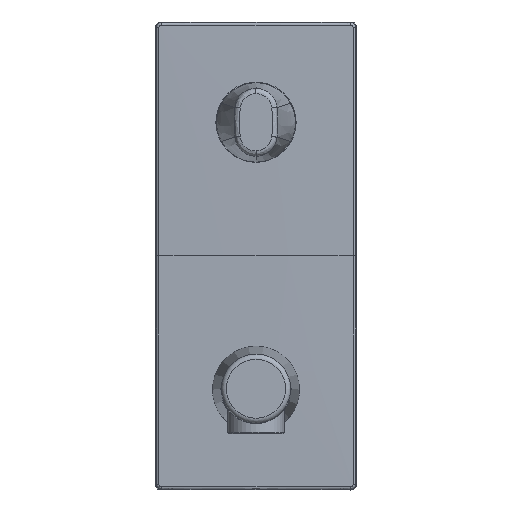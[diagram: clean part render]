
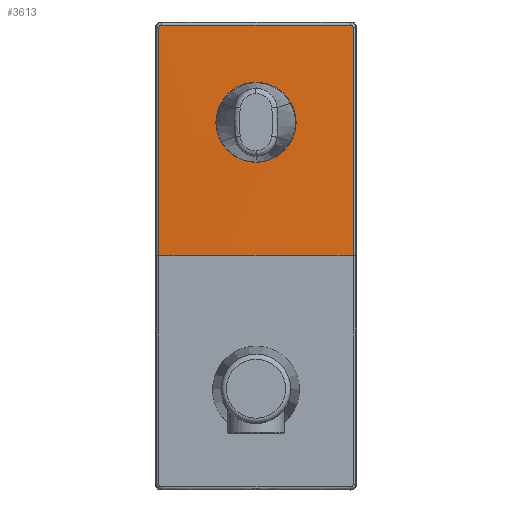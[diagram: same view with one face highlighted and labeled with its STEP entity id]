
A CAD part, top view. The second image highlights one B-rep face of the part: STEP entity #3613.
In plain terms, the highlighted free-form (B-spline) face has degree [2, 5] with [3, 6] control points.
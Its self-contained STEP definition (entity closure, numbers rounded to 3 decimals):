
#2 = VERTEX_POINT ( 'NONE', #6389 ) ;
#42 = CARTESIAN_POINT ( 'NONE',  ( -35.54, 135.827, 11.617 ) ) ;
#55 = CARTESIAN_POINT ( 'NONE',  ( 37.5, 137.027, 11.616 ) ) ;
#120 = CARTESIAN_POINT ( 'NONE',  ( -36.316, 134.843, 11.617 ) ) ;
#250 = CARTESIAN_POINT ( 'NONE',  ( 35.953, 135.641, 11.617 ) ) ;
#635 = VERTEX_POINT ( 'NONE', #3531 ) ;
#702 = CARTESIAN_POINT ( 'NONE',  ( 36.325, 112.062, 11.628 ) ) ;
#774 = CARTESIAN_POINT ( 'NONE',  ( -35.907, 135.68, 11.617 ) ) ;
#788 = CARTESIAN_POINT ( 'NONE',  ( -22.503, 93.277, 11.936 ) ) ;
#878 = DIRECTION ( 'NONE',  ( -0.021, 0., 1. ) ) ;
#905 = DIRECTION ( 'NONE',  ( 0., 1., 0. ) ) ;
#933 = CARTESIAN_POINT ( 'NONE',  ( 0., 49.527, -1745.997 ) ) ;
#955 = EDGE_CURVE ( 'NONE', #635, #4910, #7254, .T. ) ;
#981 = ORIENTED_EDGE ( 'NONE', *, *, #955, .T. ) ;
#995 = CARTESIAN_POINT ( 'NONE',  ( 35.617, 135.813, 11.617 ) ) ;
#1335 = VERTEX_POINT ( 'NONE', #120 ) ;
#1439 = CARTESIAN_POINT ( 'NONE',  ( 36.319, 127.396, 11.621 ) ) ;
#1476 = EDGE_CURVE ( 'NONE', #1335, #6850, #2504, .T. ) ;
#1480 = CARTESIAN_POINT ( 'NONE',  ( -37.5, 137.027, 11.616 ) ) ;
#1499 = CARTESIAN_POINT ( 'NONE',  ( -36.21, 135.337, 11.617 ) ) ;
#1513 = CARTESIAN_POINT ( 'NONE',  ( 7.501, 93.278, 12.096 ) ) ;
#1616 = EDGE_CURVE ( 'NONE', #6850, #8416, #4864, .T. ) ;
#1704 = CARTESIAN_POINT ( 'NONE',  ( 35.383, 135.842, 11.617 ) ) ;
#1926 = B_SPLINE_CURVE_WITH_KNOTS ( 'NONE', 5,
 ( #5709, #3659, #42, #5068, #774, #5763, #1499, #6432, #2238, #7057, #2974, #7660 ),
 .UNSPECIFIED., .F., .F.,
 ( 6, 3, 3, 6 ),
 ( 0., 0.357, 0.893, 1. ),
 .UNSPECIFIED. ) ;
#2238 = CARTESIAN_POINT ( 'NONE',  ( -36.312, 134.944, 11.617 ) ) ;
#2254 = CARTESIAN_POINT ( 'NONE',  ( 37.5, 93.277, 11.616 ) ) ;
#2355 = CARTESIAN_POINT ( 'NONE',  ( -35.315, 135.843, 11.617 ) ) ;
#2358 = CARTESIAN_POINT ( 'NONE',  ( -33.749, 135.844, 11.618 ) ) ;
#2369 = CARTESIAN_POINT ( 'NONE',  ( -32.17, 135.844, 11.619 ) ) ;
#2371 = CARTESIAN_POINT ( 'NONE',  ( -30.573, 135.845, 11.619 ) ) ;
#2377 = CARTESIAN_POINT ( 'NONE',  ( -16.428, 135.85, 11.626 ) ) ;
#2391 = CARTESIAN_POINT ( 'NONE',  ( -2.282, 135.852, 11.628 ) ) ;
#2395 = CARTESIAN_POINT ( 'NONE',  ( 10.25, 135.852, 11.627 ) ) ;
#2415 = CARTESIAN_POINT ( 'NONE',  ( 35.315, 135.843, 11.617 ) ) ;
#2416 = ORIENTED_EDGE ( 'NONE', *, *, #1616, .T. ) ;
#2431 = CARTESIAN_POINT ( 'NONE',  ( 36.316, 134.843, 11.617 ) ) ;
#2452 = EDGE_LOOP ( 'NONE', ( #2416, #4954, #2696, #981, #5622, #3553 ) ) ;
#2459 = CARTESIAN_POINT ( 'NONE',  ( 35.315, 135.843, 11.617 ) ) ;
#2477 = B_SPLINE_SURFACE_WITH_KNOTS ( 'NONE', 2, 5, ( 
 ( #1480, #4346, #3669, #8284, #4378, #55 ),
 ( #5083, #788, #5776, #1513, #6445, #2254 ),
 ( #7069, #2986, #7669, #3699, #8308, #4406 ) ),
 .UNSPECIFIED., .F., .F., .F.,
 ( 3, 3 ),
 ( 6, 6 ),
 ( 0., 1. ),
 ( 0., 1. ),
 .UNSPECIFIED. ) ;
#2504 = B_SPLINE_CURVE_WITH_KNOTS ( 'NONE', 5,
 ( #6571, #6598, #6492, #5935, #5908, #5825, #5255, #5222, #5192 ),
 .UNSPECIFIED., .F., .F.,
 ( 6, 3, 6 ),
 ( 0., 0.295, 1. ),
 .UNSPECIFIED. ) ;
#2607 = CARTESIAN_POINT ( 'NONE',  ( 22.783, 135.849, 11.624 ) ) ;
#2696 = ORIENTED_EDGE ( 'NONE', *, *, #7711, .T. ) ;
#2974 = CARTESIAN_POINT ( 'NONE',  ( -36.316, 134.876, 11.617 ) ) ;
#2986 = CARTESIAN_POINT ( 'NONE',  ( -22.502, 49.527, 11.936 ) ) ;
#3496 = CARTESIAN_POINT ( 'NONE',  ( -36.335, 49.527, 11.64 ) ) ;
#3531 = CARTESIAN_POINT ( 'NONE',  ( 35.315, 135.843, 11.617 ) ) ;
#3553 = ORIENTED_EDGE ( 'NONE', *, *, #1476, .T. ) ;
#3613 = ADVANCED_FACE ( 'NONE', ( #7414 ), #2477, .T. ) ;
#3659 = CARTESIAN_POINT ( 'NONE',  ( -35.428, 135.843, 11.617 ) ) ;
#3669 = CARTESIAN_POINT ( 'NONE',  ( -7.5, 137.027, 11.616 ) ) ;
#3699 = CARTESIAN_POINT ( 'NONE',  ( 7.501, 49.527, 12.096 ) ) ;
#3843 = CARTESIAN_POINT ( 'NONE',  ( 36.316, 134.955, 11.617 ) ) ;
#3868 = CARTESIAN_POINT ( 'NONE',  ( 36.3, 135.067, 11.617 ) ) ;
#4139 = AXIS2_PLACEMENT_3D ( 'NONE', #933, #905, #878 ) ;
#4308 = CARTESIAN_POINT ( 'NONE',  ( 36.334, 68.68, 11.639 ) ) ;
#4346 = CARTESIAN_POINT ( 'NONE',  ( -22.5, 137.027, 11.616 ) ) ;
#4378 = CARTESIAN_POINT ( 'NONE',  ( 22.5, 137.027, 11.616 ) ) ;
#4406 = CARTESIAN_POINT ( 'NONE',  ( 37.5, 49.527, 11.616 ) ) ;
#4579 = CARTESIAN_POINT ( 'NONE',  ( 36.153, 135.435, 11.617 ) ) ;
#4864 = CIRCLE ( 'NONE', #4139, 1758.012 ) ;
#4910 = VERTEX_POINT ( 'NONE', #7255 ) ;
#4954 = ORIENTED_EDGE ( 'NONE', *, *, #7371, .T. ) ;
#4978 = B_SPLINE_CURVE_WITH_KNOTS ( 'NONE', 5,
 ( #7579, #8220, #4308, #8850, #5011, #702, #5710, #1439, #6374 ),
 .UNSPECIFIED., .F., .F.,
 ( 6, 3, 6 ),
 ( 0., 0.567, 1. ),
 .UNSPECIFIED. ) ;
#5011 = CARTESIAN_POINT ( 'NONE',  ( 36.33, 95.159, 11.634 ) ) ;
#5068 = CARTESIAN_POINT ( 'NONE',  ( -35.649, 135.796, 11.617 ) ) ;
#5083 = CARTESIAN_POINT ( 'NONE',  ( -37.5, 93.277, 11.616 ) ) ;
#5192 = CARTESIAN_POINT ( 'NONE',  ( -36.335, 49.527, 11.64 ) ) ;
#5222 = CARTESIAN_POINT ( 'NONE',  ( -36.335, 61.576, 11.64 ) ) ;
#5255 = CARTESIAN_POINT ( 'NONE',  ( -36.334, 74.013, 11.639 ) ) ;
#5278 = CARTESIAN_POINT ( 'NONE',  ( 35.809, 135.737, 11.617 ) ) ;
#5622 = ORIENTED_EDGE ( 'NONE', *, *, #8466, .T. ) ;
#5709 = CARTESIAN_POINT ( 'NONE',  ( -35.315, 135.843, 11.617 ) ) ;
#5710 = CARTESIAN_POINT ( 'NONE',  ( 36.322, 119.798, 11.625 ) ) ;
#5763 = CARTESIAN_POINT ( 'NONE',  ( -36.114, 135.481, 11.617 ) ) ;
#5776 = CARTESIAN_POINT ( 'NONE',  ( -7.501, 93.278, 12.096 ) ) ;
#5825 = CARTESIAN_POINT ( 'NONE',  ( -36.332, 87.134, 11.636 ) ) ;
#5907 = B_SPLINE_CURVE_WITH_KNOTS ( 'NONE', 5,
 ( #2431, #3843, #3868, #8452, #4579, #250, #5278, #995, #5955, #1704, #6619, #2459 ),
 .UNSPECIFIED., .F., .F.,
 ( 6, 3, 3, 6 ),
 ( 0., 0.357, 0.893, 1. ),
 .UNSPECIFIED. ) ;
#5908 = CARTESIAN_POINT ( 'NONE',  ( -36.328, 104.001, 11.631 ) ) ;
#5935 = CARTESIAN_POINT ( 'NONE',  ( -36.322, 120.868, 11.624 ) ) ;
#5955 = CARTESIAN_POINT ( 'NONE',  ( 35.417, 135.839, 11.617 ) ) ;
#6374 = CARTESIAN_POINT ( 'NONE',  ( 36.316, 134.843, 11.617 ) ) ;
#6389 = CARTESIAN_POINT ( 'NONE',  ( 36.316, 134.843, 11.617 ) ) ;
#6432 = CARTESIAN_POINT ( 'NONE',  ( -36.286, 135.144, 11.617 ) ) ;
#6445 = CARTESIAN_POINT ( 'NONE',  ( 22.503, 93.277, 11.936 ) ) ;
#6492 = CARTESIAN_POINT ( 'NONE',  ( -36.32, 125.652, 11.622 ) ) ;
#6571 = CARTESIAN_POINT ( 'NONE',  ( -36.316, 134.843, 11.617 ) ) ;
#6598 = CARTESIAN_POINT ( 'NONE',  ( -36.318, 130.281, 11.619 ) ) ;
#6619 = CARTESIAN_POINT ( 'NONE',  ( 35.349, 135.843, 11.617 ) ) ;
#6850 = VERTEX_POINT ( 'NONE', #3496 ) ;
#7057 = CARTESIAN_POINT ( 'NONE',  ( -36.314, 134.91, 11.617 ) ) ;
#7069 = CARTESIAN_POINT ( 'NONE',  ( -37.5, 49.527, 11.616 ) ) ;
#7254 = B_SPLINE_CURVE_WITH_KNOTS ( 'NONE', 5,
 ( #2415, #2607, #2395, #2391, #2377, #2371, #2369, #2358, #2355 ),
 .UNSPECIFIED., .F., .F.,
 ( 6, 3, 6 ),
 ( 0., 0.886, 1. ),
 .UNSPECIFIED. ) ;
#7255 = CARTESIAN_POINT ( 'NONE',  ( -35.315, 135.843, 11.617 ) ) ;
#7371 = EDGE_CURVE ( 'NONE', #8416, #2, #4978, .T. ) ;
#7414 = FACE_OUTER_BOUND ( 'NONE', #2452, .T. ) ;
#7579 = CARTESIAN_POINT ( 'NONE',  ( 36.335, 49.527, 11.64 ) ) ;
#7660 = CARTESIAN_POINT ( 'NONE',  ( -36.316, 134.843, 11.617 ) ) ;
#7669 = CARTESIAN_POINT ( 'NONE',  ( -7.501, 49.527, 12.096 ) ) ;
#7711 = EDGE_CURVE ( 'NONE', #2, #635, #5907, .T. ) ;
#8220 = CARTESIAN_POINT ( 'NONE',  ( 36.335, 59.103, 11.64 ) ) ;
#8284 = CARTESIAN_POINT ( 'NONE',  ( 7.5, 137.027, 11.616 ) ) ;
#8308 = CARTESIAN_POINT ( 'NONE',  ( 22.502, 49.527, 11.936 ) ) ;
#8416 = VERTEX_POINT ( 'NONE', #8790 ) ;
#8452 = CARTESIAN_POINT ( 'NONE',  ( 36.269, 135.176, 11.617 ) ) ;
#8466 = EDGE_CURVE ( 'NONE', #4910, #1335, #1926, .T. ) ;
#8790 = CARTESIAN_POINT ( 'NONE',  ( 36.335, 49.527, 11.64 ) ) ;
#8850 = CARTESIAN_POINT ( 'NONE',  ( 36.333, 78.256, 11.638 ) ) ;
